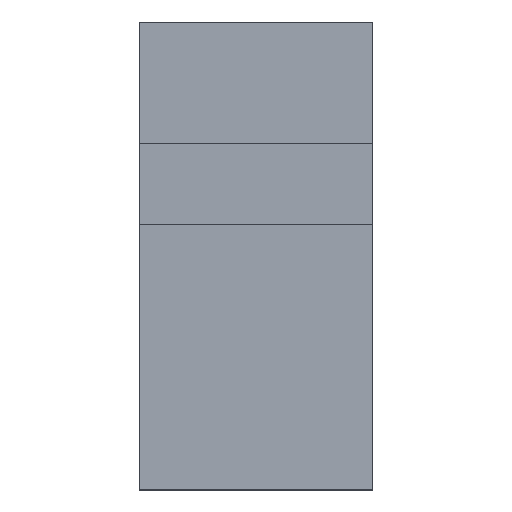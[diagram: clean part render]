
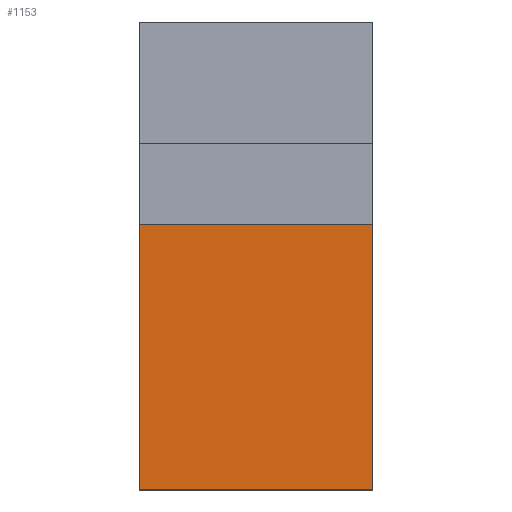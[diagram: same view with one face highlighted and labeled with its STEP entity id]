
A CAD part, top view. The second image highlights one B-rep face of the part: STEP entity #1153.
In plain terms, the highlighted planar face has unit normal (0, 0, 1).
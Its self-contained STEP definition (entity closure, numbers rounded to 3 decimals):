
#134=ORIENTED_EDGE('',*,*,#283,.T.);
#135=ORIENTED_EDGE('',*,*,#279,.F.);
#136=ORIENTED_EDGE('',*,*,#276,.T.);
#137=ORIENTED_EDGE('',*,*,#292,.T.);
#276=EDGE_CURVE('',#380,#381,#460,.T.);
#279=EDGE_CURVE('',#380,#383,#463,.T.);
#283=EDGE_CURVE('',#386,#383,#467,.T.);
#292=EDGE_CURVE('',#381,#386,#476,.T.);
#380=VERTEX_POINT('',#1505);
#381=VERTEX_POINT('',#1509);
#383=VERTEX_POINT('',#1515);
#386=VERTEX_POINT('',#1525);
#460=LINE('',#1511,#567);
#463=LINE('',#1516,#570);
#467=LINE('',#1524,#574);
#476=LINE('',#1541,#583);
#567=VECTOR('',#1286,1000.);
#570=VECTOR('',#1291,1000.);
#574=VECTOR('',#1299,1000.);
#583=VECTOR('',#1316,1000.);
#662=EDGE_LOOP('',(#134,#135,#136,#137));
#714=FACE_BOUND('',#662,.T.);
#760=PLANE('',#1204);
#1153=ADVANCED_FACE('',(#714),#760,.T.);
#1204=AXIS2_PLACEMENT_3D('',#1550,#1329,#1330);
#1286=DIRECTION('',(0.,-1.,0.));
#1291=DIRECTION('',(1.,0.,0.));
#1299=DIRECTION('',(0.,1.,0.));
#1316=DIRECTION('',(1.,0.,0.));
#1329=DIRECTION('',(0.,0.,1.));
#1330=DIRECTION('',(1.,0.,0.));
#1505=CARTESIAN_POINT('',(-0.5,0.133,0.5));
#1509=CARTESIAN_POINT('',(-0.5,-1.,0.5));
#1511=CARTESIAN_POINT('',(-0.5,1.,0.5));
#1515=CARTESIAN_POINT('',(0.5,0.133,0.5));
#1516=CARTESIAN_POINT('',(0.,0.133,0.5));
#1524=CARTESIAN_POINT('',(0.5,-1.,0.5));
#1525=CARTESIAN_POINT('',(0.5,-1.,0.5));
#1541=CARTESIAN_POINT('',(-0.5,-1.,0.5));
#1550=CARTESIAN_POINT('',(0.,0.,0.5));
